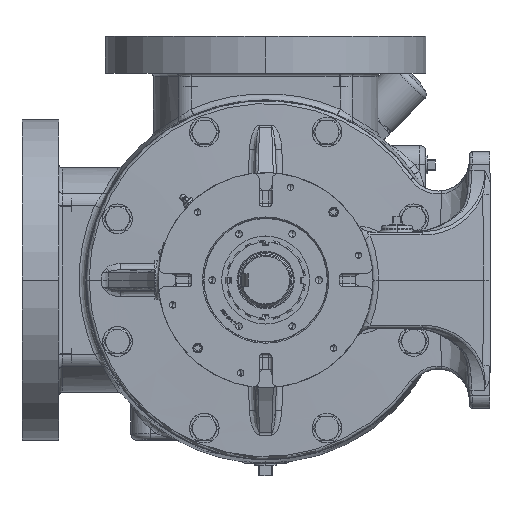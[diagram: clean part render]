
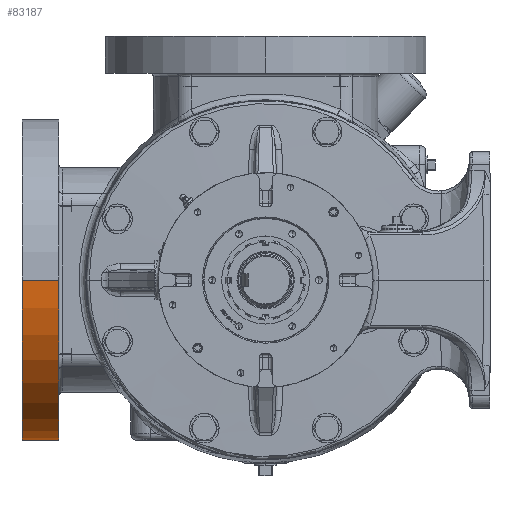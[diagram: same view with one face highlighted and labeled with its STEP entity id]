
A CAD part, left-side view. The second image highlights one B-rep face of the part: STEP entity #83187.
In plain terms, the highlighted cylindrical face has radius 158.75 mm (diameter 317.5 mm), a partial arc.
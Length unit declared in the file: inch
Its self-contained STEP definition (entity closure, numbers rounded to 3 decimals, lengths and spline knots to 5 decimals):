
#1684 = DIRECTION ( 'NONE',  ( 0., -1., 0. ) ) ;
#7845 = DIRECTION ( 'NONE',  ( 0., -1., 0. ) ) ;
#15537 = CARTESIAN_POINT ( 'NONE',  ( 10.39, 9.5, 0. ) ) ;
#29463 = CARTESIAN_POINT ( 'NONE',  ( 10.39, 8.06, 0. ) ) ;
#56032 = AXIS2_PLACEMENT_3D ( 'NONE', #68436, #275976, #281073 ) ;
#61364 = EDGE_LOOP ( 'NONE', ( #78313, #307486, #226312, #288019 ) ) ;
#65130 = CIRCLE ( 'NONE', #214074, 6.25 ) ;
#68436 = CARTESIAN_POINT ( 'NONE',  ( 4.14, 4.87954, 0. ) ) ;
#78313 = ORIENTED_EDGE ( 'NONE', *, *, #189613, .T. ) ;
#81628 = EDGE_CURVE ( 'NONE', #260361, #192904, #207195, .T. ) ;
#83187 = ADVANCED_FACE ( 'NONE', ( #144645 ), #203208, .T. ) ;
#84847 = VECTOR ( 'NONE', #269865, 39.37008 ) ;
#107208 = DIRECTION ( 'NONE',  ( -1., 0., 0. ) ) ;
#124180 = EDGE_CURVE ( 'NONE', #265972, #192904, #241804, .T. ) ;
#126135 = AXIS2_PLACEMENT_3D ( 'NONE', #170377, #7845, #327792 ) ;
#130568 = VERTEX_POINT ( 'NONE', #309452 ) ;
#144645 = FACE_OUTER_BOUND ( 'NONE', #61364, .T. ) ;
#170377 = CARTESIAN_POINT ( 'NONE',  ( 4.14, 8.06, 0. ) ) ;
#177919 = DIRECTION ( 'NONE',  ( 0., -1., 0. ) ) ;
#189613 = EDGE_CURVE ( 'NONE', #130568, #260361, #65130, .T. ) ;
#192904 = VERTEX_POINT ( 'NONE', #29463 ) ;
#193700 = CARTESIAN_POINT ( 'NONE',  ( -2.11, 4.87954, 0. ) ) ;
#203028 = EDGE_CURVE ( 'NONE', #130568, #265972, #275015, .T. ) ;
#203199 = VECTOR ( 'NONE', #177919, 39.37008 ) ;
#203208 = CYLINDRICAL_SURFACE ( 'NONE', #56032, 6.25 ) ;
#207195 = LINE ( 'NONE', #312744, #203199 ) ;
#214074 = AXIS2_PLACEMENT_3D ( 'NONE', #290557, #1684, #107208 ) ;
#226312 = ORIENTED_EDGE ( 'NONE', *, *, #124180, .F. ) ;
#241804 = CIRCLE ( 'NONE', #126135, 6.25 ) ;
#260361 = VERTEX_POINT ( 'NONE', #15537 ) ;
#265972 = VERTEX_POINT ( 'NONE', #328494 ) ;
#269865 = DIRECTION ( 'NONE',  ( 0., -1., 0. ) ) ;
#275015 = LINE ( 'NONE', #193700, #84847 ) ;
#275976 = DIRECTION ( 'NONE',  ( 0., -1., 0. ) ) ;
#281073 = DIRECTION ( 'NONE',  ( -1., 0., 0. ) ) ;
#288019 = ORIENTED_EDGE ( 'NONE', *, *, #203028, .F. ) ;
#290557 = CARTESIAN_POINT ( 'NONE',  ( 4.14, 9.5, 0. ) ) ;
#307486 = ORIENTED_EDGE ( 'NONE', *, *, #81628, .T. ) ;
#309452 = CARTESIAN_POINT ( 'NONE',  ( -2.11, 9.5, 0. ) ) ;
#312744 = CARTESIAN_POINT ( 'NONE',  ( 10.39, 4.87954, 0. ) ) ;
#327792 = DIRECTION ( 'NONE',  ( -1., 0., 0. ) ) ;
#328494 = CARTESIAN_POINT ( 'NONE',  ( -2.11, 8.06, 0. ) ) ;
